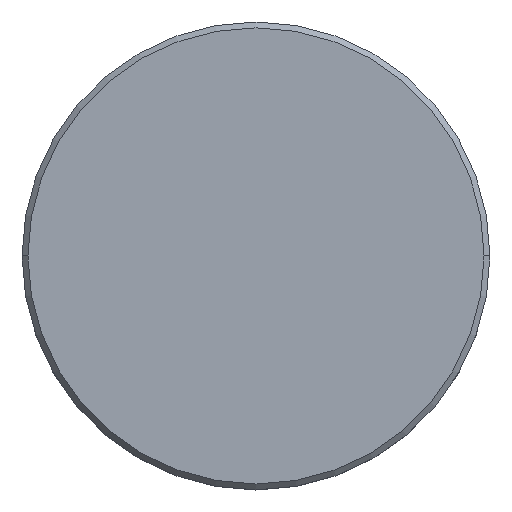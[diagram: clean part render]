
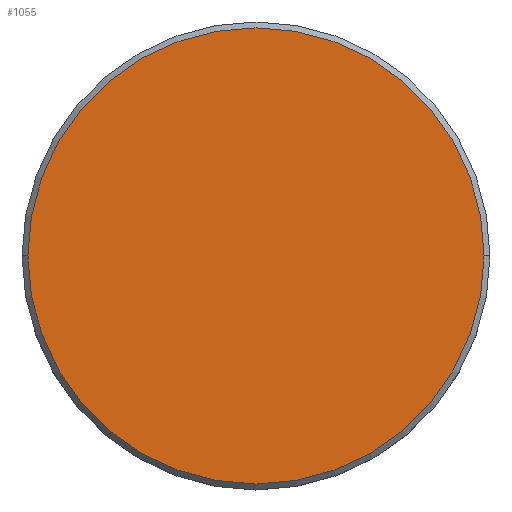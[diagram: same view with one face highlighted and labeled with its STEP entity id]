
A CAD part, top view. The second image highlights one B-rep face of the part: STEP entity #1055.
In plain terms, the highlighted planar face has unit normal (0, 0, 1).
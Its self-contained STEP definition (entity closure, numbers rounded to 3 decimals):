
#104 = DIRECTION ( 'NONE',  ( 0., 0., 1. ) ) ;
#151 = AXIS2_PLACEMENT_3D ( 'NONE', #981, #547, #175 ) ;
#175 = DIRECTION ( 'NONE',  ( 1., 0., 0. ) ) ;
#195 = AXIS2_PLACEMENT_3D ( 'NONE', #565, #104, #828 ) ;
#197 = VERTEX_POINT ( 'NONE', #553 ) ;
#201 = PLANE ( 'NONE',  #195 ) ;
#226 = EDGE_LOOP ( 'NONE', ( #246, #707 ) ) ;
#246 = ORIENTED_EDGE ( 'NONE', *, *, #292, .T. ) ;
#292 = EDGE_CURVE ( 'NONE', #1113, #197, #682, .T. ) ;
#318 = DIRECTION ( 'NONE',  ( 0., 0., 1. ) ) ;
#319 = CARTESIAN_POINT ( 'NONE',  ( -19.5, 0., 0. ) ) ;
#438 = CIRCLE ( 'NONE', #151, 19.5 ) ;
#484 = EDGE_CURVE ( 'NONE', #197, #1113, #438, .T. ) ;
#547 = DIRECTION ( 'NONE',  ( 0., 0., 1. ) ) ;
#553 = CARTESIAN_POINT ( 'NONE',  ( 19.5, 0., 0. ) ) ;
#565 = CARTESIAN_POINT ( 'NONE',  ( 0., 0., 0. ) ) ;
#682 = CIRCLE ( 'NONE', #989, 19.5 ) ;
#707 = ORIENTED_EDGE ( 'NONE', *, *, #484, .T. ) ;
#736 = FACE_OUTER_BOUND ( 'NONE', #226, .T. ) ;
#828 = DIRECTION ( 'NONE',  ( 1., 0., 0. ) ) ;
#949 = DIRECTION ( 'NONE',  ( 1., 0., 0. ) ) ;
#974 = CARTESIAN_POINT ( 'NONE',  ( 0., 0., 0. ) ) ;
#981 = CARTESIAN_POINT ( 'NONE',  ( 0., 0., 0. ) ) ;
#989 = AXIS2_PLACEMENT_3D ( 'NONE', #974, #318, #949 ) ;
#1055 = ADVANCED_FACE ( 'NONE', ( #736 ), #201, .T. ) ;
#1113 = VERTEX_POINT ( 'NONE', #319 ) ;
